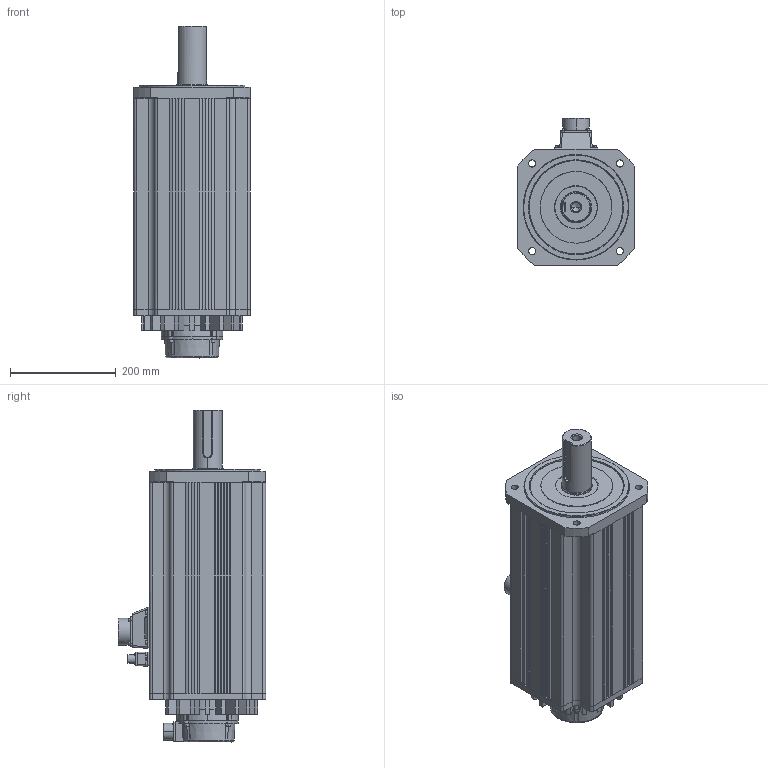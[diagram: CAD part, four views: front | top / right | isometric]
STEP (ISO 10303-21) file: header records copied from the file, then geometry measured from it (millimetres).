
FILE_DESCRIPTION (( 'STEP AP214' ), '1' );
FILE_NAME ('SV2H-4F0B cut1b fxt.STEP', '2022-10-05T11:43:27', ( '' ), ( '' ), 'SwSTEP 2.0', 'SolidWorks 2021', '' );
FILE_SCHEMA (( 'AUTOMOTIVE_DESIGN' ));
Length unit declared in the file: inch
Products named in the file (1): SV2H-4F0B cut1b fxt
Bounding box: 220 x 279.2 x 629.41 mm (x, y, z)
Volume: 19603958.3 mm3; surface area: 677095.7 mm2
Topology: 1 solids, 1 shells, 825 faces, 2164 edges, 1395 vertices
Faces by surface type: plane 392, cylinder 288, cone 103, bspline 34, torus 8
Entity records: 41366 total; most frequent: CARTESIAN_POINT 23204, ORIENTED_EDGE 4296, DIRECTION 2822, EDGE_CURVE 2148, VERTEX_POINT 1395, B_SPLINE_CURVE_WITH_KNOTS 1040, AXIS2_PLACEMENT_3D 946, VECTOR 930
